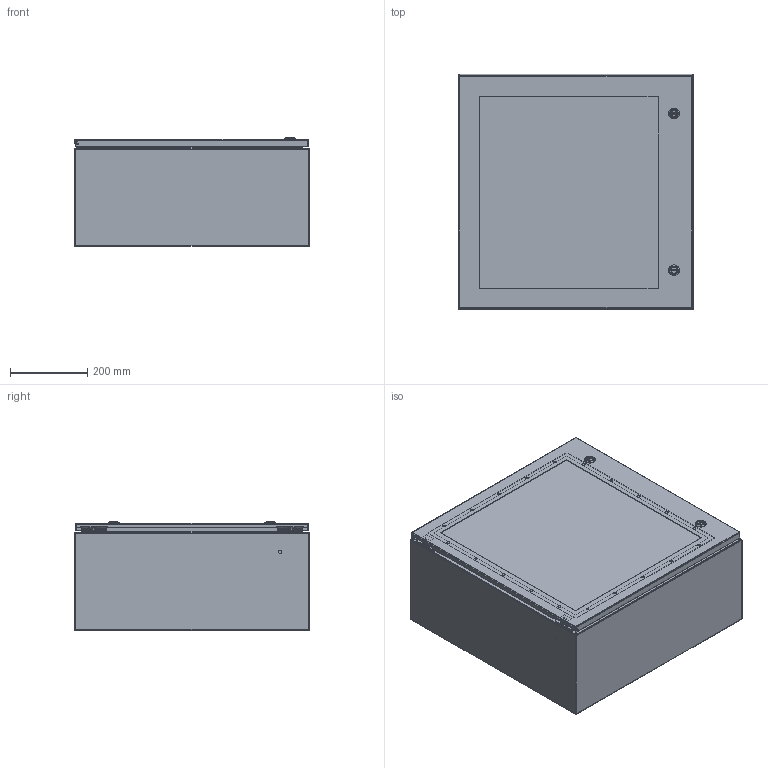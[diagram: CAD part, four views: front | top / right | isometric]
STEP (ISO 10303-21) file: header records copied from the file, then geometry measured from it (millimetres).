
FILE_DESCRIPTION (( 'STEP AP214' ), '1' );
FILE_NAME ('N412242410WCLG.STEP', '2019-09-12T18:29:37', ( '' ), ( '' ), 'SwSTEP 2.0', 'SolidWorks 2018', '' );
FILE_SCHEMA (( 'AUTOMOTIVE_DESIGN' ));
Length unit declared in the file: inch
Products named in the file (1): N412242410WCLG
Bounding box: 609.6 x 609.6 x 281.3 mm (x, y, z)
Volume: 4099459.7 mm3; surface area: 3188890.6 mm2
Topology: 84 solids, 84 shells, 2510 faces, 5808 edges, 3491 vertices
Faces by surface type: plane 971, cylinder 762, cone 501, bspline 252, torus 24
Full cylindrical faces by diameter (mm): 2.362 x4, 3.175 x2, 3.317 x68, 3.861 x4, 3.962 x22, 4.166 x68, 4.25 x4, 4.366 x4, 4.572 x4, 4.775 x6, 4.826 x20, 5 x2, 5.5 x2, 6.35 x10, 6.502 x4, 6.985 x4, 7.144 x20, 7.62 x4, 8.128 x4, 8.56 x20, 9.144 x4, 9.9 x2, 10 x2, 10.2 x2, 11.112 x2, 11.113 x2, 12.8 x2, 13.5 x2, 14.3 x4, 15.2 x2
Entity records: 126377 total; most frequent: CARTESIAN_POINT 42122, ORIENTED_EDGE 9902, DIRECTION 9812, EDGE_CURVE 4951, AXIS2_PLACEMENT_3D 3832, EDGE_LOOP 3350, VERTEX_POINT 3275, FACE_OUTER_BOUND 2876
